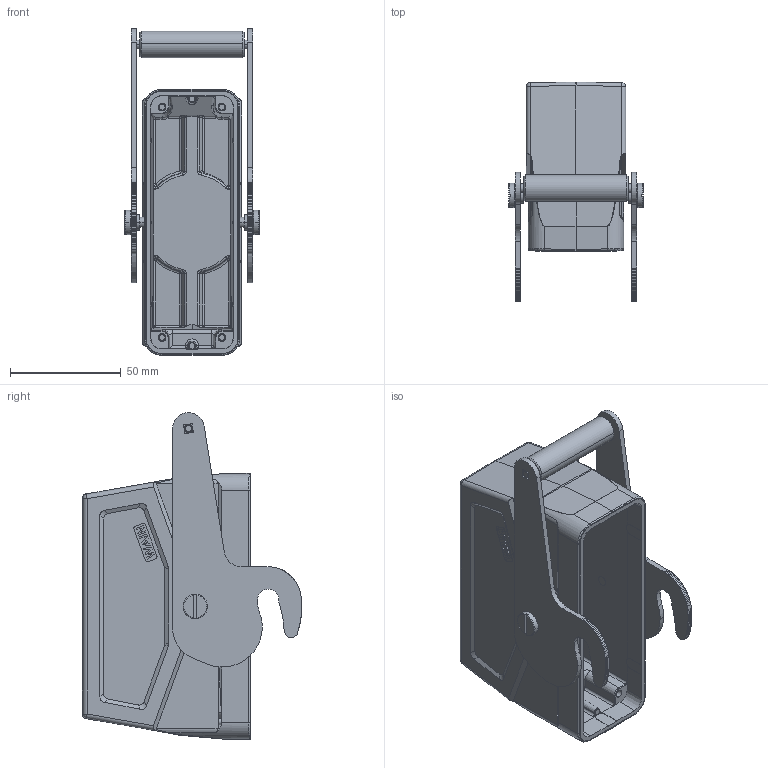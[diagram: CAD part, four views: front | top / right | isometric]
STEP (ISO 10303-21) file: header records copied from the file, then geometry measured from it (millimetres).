
FILE_DESCRIPTION((''),'2;1');
FILE_NAME('3D_1111245505003_W24B-SEH-1L_C-_ASM','2023-12-20T',('p.yu'),(''),'PRO/ENGINEER BY PARAMETRIC TECHNOLOGY CORPORATION, 2012480','PRO/ENGINEER BY PARAMETRIC TECHNOLOGY CORPORATION, 2012480','');
FILE_SCHEMA(('CONFIG_CONTROL_DESIGN'));
Length unit declared in the file: millimetre
Products named in the file (4): MANIFOLD_SOLID_BREP_25640; MANIFOLD_SOLID_BREP_26088; W24B-BEH_1_ASM; 3D_1111245505003_W24B-SEH-1L_C-_ASM
Assembly tree (3 placements, depth 3):
  3D_1111245505003_W24B-SEH-1L_C-_ASM
    W24B-BEH_1_ASM
      MANIFOLD_SOLID_BREP_25640
      MANIFOLD_SOLID_BREP_26088
Bounding box: 60.8 x 99.05 x 147.39 mm (x, y, z)
Volume: 116229.9 mm3; surface area: 69000.4 mm2
Topology: 2 solids, 2 shells, 733 faces, 1947 edges, 1232 vertices
Faces by surface type: cylinder 314, plane 280, bspline 60, torus 32, cone 24, sphere 23
Entity records: 26499 total; most frequent: CARTESIAN_POINT 8609, ORIENTED_EDGE 3848, DIRECTION 3610, EDGE_CURVE 1924, AXIS2_PLACEMENT_3D 1316, VERTEX_POINT 1232, VECTOR 978, LINE 978
